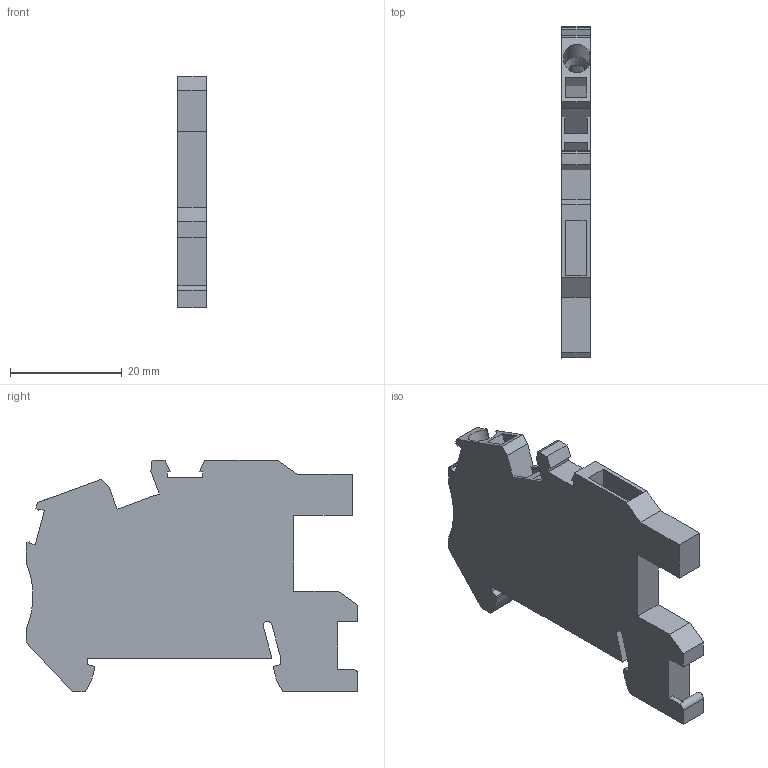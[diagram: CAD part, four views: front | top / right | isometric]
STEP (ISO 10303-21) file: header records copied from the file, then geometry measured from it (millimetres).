
FILE_DESCRIPTION(('Creo Elements/Direct Modeling STEP Export'),'2;1');
FILE_NAME('model.stp','2018-04-05T16:03:30',(''),(''),'Creo Elements/Direct Modeling STEP processor for AP214 (Solid Model)','Creo Elements/Direct Modeling 18.1I 14-Aug-2016 (C) Parametric Technology GmbH','');
FILE_SCHEMA(('AUTOMOTIVE_DESIGN { 1 0 10303 214 1 1 1 1 }'));
Length unit declared in the file: millimetre
Products named in the file (2): STN-2.5-SELECT
Assembly tree (1 placements, depth 2):
  STN-2.5-SELECT
    STN-2.5-SELECT
Bounding box: 5.15 x 59.45 x 41.5 mm (x, y, z)
Volume: 8429.9 mm3; surface area: 5713.3 mm2
Topology: 1 solids, 1 shells, 103 faces, 291 edges, 192 vertices
Faces by surface type: plane 88, cylinder 12, cone 3
Entity records: 4686 total; most frequent: CARTESIAN_POINT 1139, ORIENTED_EDGE 582, DIRECTION 512, EDGE_CURVE 291, VECTOR 252, LINE 252, VERTEX_POINT 192, AXIS2_PLACEMENT_3D 130
